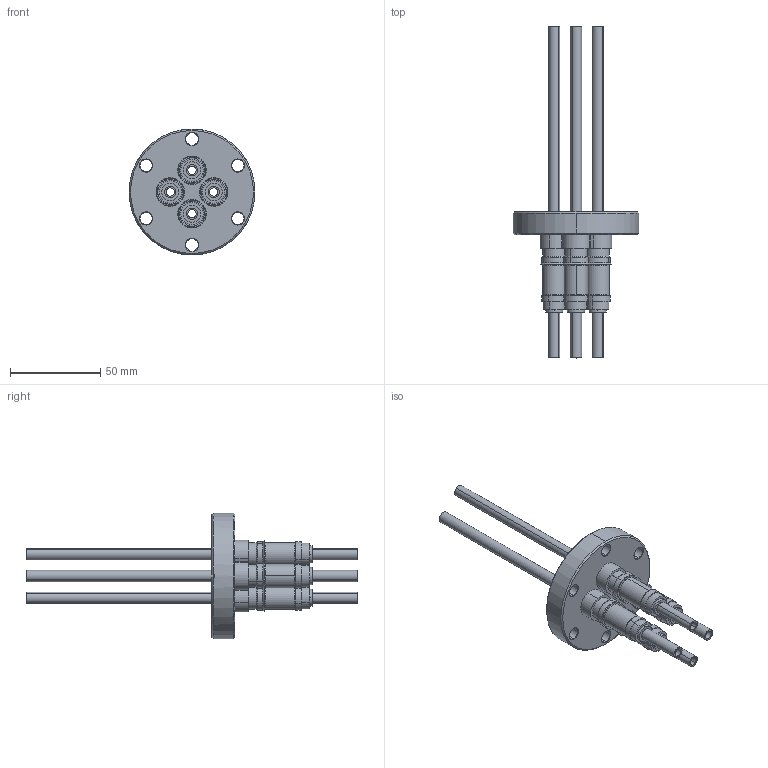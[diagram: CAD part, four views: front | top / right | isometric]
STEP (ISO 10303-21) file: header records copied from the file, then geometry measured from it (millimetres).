
FILE_DESCRIPTION (( 'STEP AP203' ), '1' );
FILE_NAME ('A0063-2-CF.STEP', '2019-10-23T14:37:34', ( '' ), ( '' ), 'SwSTEP 2.0', 'SolidWorks 2019', '' );
FILE_SCHEMA (( 'CONFIG_CONTROL_DESIGN' ));
Length unit declared in the file: inch
Products named in the file (1): A0063-2-CF
Bounding box: 69.85 x 184.15 x 69.85 mm (x, y, z)
Volume: 67298.2 mm3; surface area: 50333.7 mm2
Topology: 1 solids, 5 shells, 295 faces, 628 edges, 395 vertices
Faces by surface type: cylinder 162, plane 70, cone 55, torus 8
Entity records: 8198 total; most frequent: DIRECTION 1609, CARTESIAN_POINT 1331, ORIENTED_EDGE 1256, AXIS2_PLACEMENT_3D 689, EDGE_CURVE 628, VERTEX_POINT 395, CIRCLE 393, EDGE_LOOP 375
